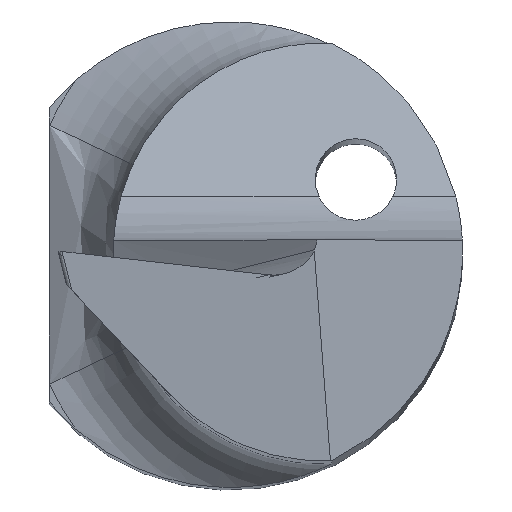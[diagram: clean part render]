
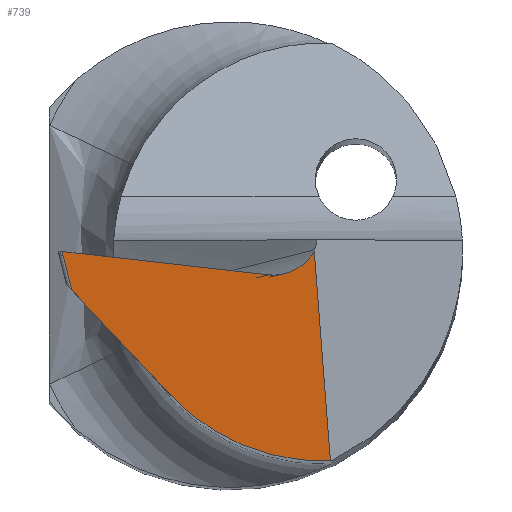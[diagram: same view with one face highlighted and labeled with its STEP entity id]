
A CAD part, top view. The second image highlights one B-rep face of the part: STEP entity #739.
In plain terms, the highlighted planar face has unit normal (0.122, -0.139, 0.983).
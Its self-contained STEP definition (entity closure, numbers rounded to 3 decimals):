
#4 = CARTESIAN_POINT ( 'NONE',  ( 0.689, -0.067, 29.725 ) ) ;
#14 =( BOUNDED_CURVE ( )  B_SPLINE_CURVE ( 3, ( #155, #751, #334, #237 ),
 .UNSPECIFIED., .F., .T. ) 
 B_SPLINE_CURVE_WITH_KNOTS ( ( 4, 4 ),
 ( 4.745, 5.597 ),
 .UNSPECIFIED. ) 
 CURVE ( )  GEOMETRIC_REPRESENTATION_ITEM ( )  RATIONAL_B_SPLINE_CURVE ( ( 1., 0.94, 0.94, 1. ) ) 
 REPRESENTATION_ITEM ( '' )  );
#30 = CARTESIAN_POINT ( 'NONE',  ( -50.756, 5.568, 36.933 ) ) ;
#50 = B_SPLINE_CURVE_WITH_KNOTS ( 'NONE', 3,
 ( #740, #4, #817, #518, #369, #601 ),
 .UNSPECIFIED., .F., .F.,
 ( 4, 2, 4 ),
 ( 0., 0., 0. ),
 .UNSPECIFIED. ) ;
#53 = DIRECTION ( 'NONE',  ( 0.122, -0.139, 0.983 ) ) ;
#66 = EDGE_CURVE ( 'NONE', #489, #509, #397, .T. ) ;
#135 = VECTOR ( 'NONE', #234, 1000. ) ;
#151 = ORIENTED_EDGE ( 'NONE', *, *, #691, .F. ) ;
#155 = CARTESIAN_POINT ( 'NONE',  ( -0.512, -1.232, 29.71 ) ) ;
#179 = DIRECTION ( 'NONE',  ( 0., -0.99, -0.14 ) ) ;
#205 = VERTEX_POINT ( 'NONE', #845 ) ;
#234 = DIRECTION ( 'NONE',  ( -0.673, 0.716, 0.185 ) ) ;
#237 = CARTESIAN_POINT ( 'NONE',  ( 0.864, -1.799, 29.458 ) ) ;
#269 = ORIENTED_EDGE ( 'NONE', *, *, #66, .F. ) ;
#275 = VERTEX_POINT ( 'NONE', #849 ) ;
#334 = CARTESIAN_POINT ( 'NONE',  ( 0.337, -1.818, 29.521 ) ) ;
#368 = EDGE_CURVE ( 'NONE', #738, #275, #50, .T. ) ;
#369 = CARTESIAN_POINT ( 'NONE',  ( 0.411, -0.209, 29.74 ) ) ;
#372 = AXIS2_PLACEMENT_3D ( 'NONE', #552, #53, #179 ) ;
#388 = CARTESIAN_POINT ( 'NONE',  ( -0.512, -1.232, 29.71 ) ) ;
#390 = CARTESIAN_POINT ( 'NONE',  ( -0.555, -1.187, 29.722 ) ) ;
#397 = LINE ( 'NONE', #390, #135 ) ;
#406 = CARTESIAN_POINT ( 'NONE',  ( 0.864, -1.799, 29.458 ) ) ;
#415 = EDGE_CURVE ( 'NONE', #489, #780, #14, .T. ) ;
#454 = ORIENTED_EDGE ( 'NONE', *, *, #368, .T. ) ;
#468 = DIRECTION ( 'NONE',  ( 0.076, -0.986, -0.149 ) ) ;
#481 = LINE ( 'NONE', #897, #895 ) ;
#489 = VERTEX_POINT ( 'NONE', #388 ) ;
#504 = DIRECTION ( 'NONE',  ( 0.984, -0.111, -0.138 ) ) ;
#507 = VECTOR ( 'NONE', #504, 1000. ) ;
#509 = VERTEX_POINT ( 'NONE', #543 ) ;
#518 = CARTESIAN_POINT ( 'NONE',  ( 0.49, -0.192, 29.732 ) ) ;
#543 = CARTESIAN_POINT ( 'NONE',  ( -1.359, -0.33, 29.943 ) ) ;
#552 = CARTESIAN_POINT ( 'NONE',  ( -1.495, 0.1, 30.021 ) ) ;
#572 = CARTESIAN_POINT ( 'NONE',  ( 0.725, 0.001, 29.73 ) ) ;
#579 = LINE ( 'NONE', #30, #507 ) ;
#601 = CARTESIAN_POINT ( 'NONE',  ( 0.335, -0.201, 29.75 ) ) ;
#637 = ORIENTED_EDGE ( 'NONE', *, *, #415, .T. ) ;
#647 = LINE ( 'NONE', #809, #756 ) ;
#672 = EDGE_CURVE ( 'NONE', #205, #275, #579, .T. ) ;
#691 = EDGE_CURVE ( 'NONE', #509, #205, #647, .T. ) ;
#722 = FACE_OUTER_BOUND ( 'NONE', #816, .T. ) ;
#730 = DIRECTION ( 'NONE',  ( -0.243, 0.956, 0.166 ) ) ;
#738 = VERTEX_POINT ( 'NONE', #572 ) ;
#739 = ADVANCED_FACE ( 'NONE', ( #722 ), #881, .T. ) ;
#740 = CARTESIAN_POINT ( 'NONE',  ( 0.725, 0.001, 29.73 ) ) ;
#751 = CARTESIAN_POINT ( 'NONE',  ( -0.151, -1.617, 29.61 ) ) ;
#756 = VECTOR ( 'NONE', #730, 1000. ) ;
#764 = EDGE_CURVE ( 'NONE', #738, #780, #481, .T. ) ;
#780 = VERTEX_POINT ( 'NONE', #406 ) ;
#809 = CARTESIAN_POINT ( 'NONE',  ( -1.47, 0.107, 30.019 ) ) ;
#816 = EDGE_LOOP ( 'NONE', ( #269, #637, #832, #454, #879, #151 ) ) ;
#817 = CARTESIAN_POINT ( 'NONE',  ( 0.628, -0.121, 29.725 ) ) ;
#832 = ORIENTED_EDGE ( 'NONE', *, *, #764, .F. ) ;
#845 = CARTESIAN_POINT ( 'NONE',  ( -1.443, 0., 30. ) ) ;
#849 = CARTESIAN_POINT ( 'NONE',  ( 0.335, -0.201, 29.75 ) ) ;
#879 = ORIENTED_EDGE ( 'NONE', *, *, #672, .F. ) ;
#881 = PLANE ( 'NONE',  #372 ) ;
#895 = VECTOR ( 'NONE', #468, 1000. ) ;
#897 = CARTESIAN_POINT ( 'NONE',  ( 0.702, 0.306, 29.777 ) ) ;
